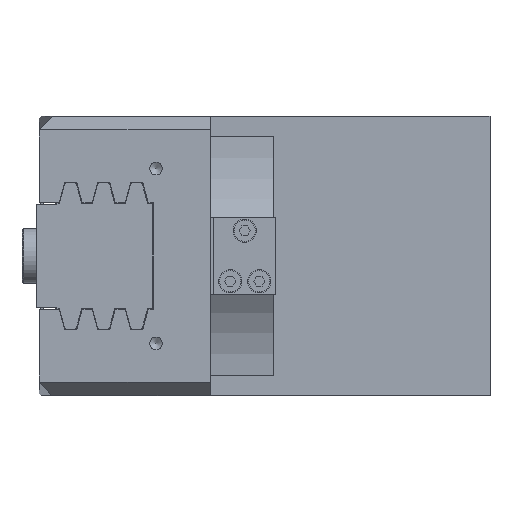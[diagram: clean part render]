
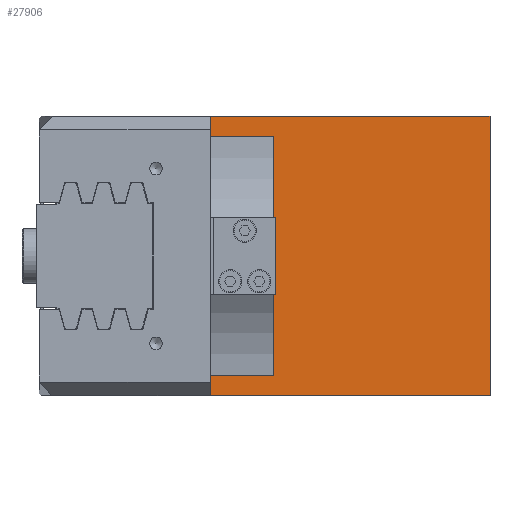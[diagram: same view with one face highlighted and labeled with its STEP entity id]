
A CAD part, left-side view. The second image highlights one B-rep face of the part: STEP entity #27906.
In plain terms, the highlighted planar face has unit normal (-1, 0, 0).
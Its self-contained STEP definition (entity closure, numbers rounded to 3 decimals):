
#1557=ORIENTED_EDGE('',*,*,#7377,.T.);
#1558=ORIENTED_EDGE('',*,*,#7378,.F.);
#1559=ORIENTED_EDGE('',*,*,#7379,.T.);
#1560=ORIENTED_EDGE('',*,*,#7380,.F.);
#1561=ORIENTED_EDGE('',*,*,#7381,.T.);
#1562=ORIENTED_EDGE('',*,*,#7382,.T.);
#1563=ORIENTED_EDGE('',*,*,#7383,.F.);
#1564=ORIENTED_EDGE('',*,*,#7384,.T.);
#1565=ORIENTED_EDGE('',*,*,#7385,.T.);
#1566=ORIENTED_EDGE('',*,*,#7386,.T.);
#7377=EDGE_CURVE('',#10287,#10288,#12319,.T.);
#7378=EDGE_CURVE('',#10289,#10288,#12320,.T.);
#7379=EDGE_CURVE('',#10289,#10290,#12321,.T.);
#7380=EDGE_CURVE('',#10291,#10290,#12322,.T.);
#7381=EDGE_CURVE('',#10291,#10292,#12323,.T.);
#7382=EDGE_CURVE('',#10292,#10293,#12324,.T.);
#7383=EDGE_CURVE('',#10294,#10293,#12325,.T.);
#7384=EDGE_CURVE('',#10294,#10295,#12326,.T.);
#7385=EDGE_CURVE('',#10295,#10296,#12327,.T.);
#7386=EDGE_CURVE('',#10296,#10287,#12328,.T.);
#10287=VERTEX_POINT('',#37375);
#10288=VERTEX_POINT('',#37376);
#10289=VERTEX_POINT('',#37378);
#10290=VERTEX_POINT('',#37380);
#10291=VERTEX_POINT('',#37382);
#10292=VERTEX_POINT('',#37384);
#10293=VERTEX_POINT('',#37386);
#10294=VERTEX_POINT('',#37388);
#10295=VERTEX_POINT('',#37390);
#10296=VERTEX_POINT('',#37392);
#12319=LINE('',#37374,#14291);
#12320=LINE('',#37377,#14292);
#12321=LINE('',#37379,#14293);
#12322=LINE('',#37381,#14294);
#12323=LINE('',#37383,#14295);
#12324=LINE('',#37385,#14296);
#12325=LINE('',#37387,#14297);
#12326=LINE('',#37389,#14298);
#12327=LINE('',#37391,#14299);
#12328=LINE('',#37393,#14300);
#14291=VECTOR('',#31206,1000.);
#14292=VECTOR('',#31207,1000.);
#14293=VECTOR('',#31208,1000.);
#14294=VECTOR('',#31209,1000.);
#14295=VECTOR('',#31210,1000.);
#14296=VECTOR('',#31211,1000.);
#14297=VECTOR('',#31212,1000.);
#14298=VECTOR('',#31213,1000.);
#14299=VECTOR('',#31214,1000.);
#14300=VECTOR('',#31215,1000.);
#16263=EDGE_LOOP('',(#1557,#1558,#1559,#1560,#1561,#1562,#1563,#1564,#1565,
#1566));
#17701=FACE_BOUND('',#16263,.T.);
#19159=PLANE('',#29104);
#27906=ADVANCED_FACE('',(#17701),#19159,.T.);
#29104=AXIS2_PLACEMENT_3D('',#37373,#31204,#31205);
#31204=DIRECTION('',(-1.,0.,0.));
#31205=DIRECTION('',(0.,0.,1.));
#31206=DIRECTION('',(0.,0.,-1.));
#31207=DIRECTION('',(0.,-1.,0.));
#31208=DIRECTION('',(0.,0.,-1.));
#31209=DIRECTION('',(0.,1.,0.));
#31210=DIRECTION('',(0.,0.,1.));
#31211=DIRECTION('',(0.,-1.,0.));
#31212=DIRECTION('',(0.,0.,-1.));
#31213=DIRECTION('',(0.,1.,0.));
#31214=DIRECTION('',(0.,0.,-1.));
#31215=DIRECTION('',(0.,-1.,0.));
#37373=CARTESIAN_POINT('',(-62.5,0.,36.));
#37374=CARTESIAN_POINT('',(-62.5,55.75,30.662));
#37375=CARTESIAN_POINT('',(-62.5,55.75,30.662));
#37376=CARTESIAN_POINT('',(-62.5,55.75,-30.662));
#37377=CARTESIAN_POINT('',(-62.5,72.,-30.662));
#37378=CARTESIAN_POINT('',(-62.5,72.,-30.662));
#37379=CARTESIAN_POINT('',(-62.5,72.,36.));
#37380=CARTESIAN_POINT('',(-62.5,72.,-36.));
#37381=CARTESIAN_POINT('',(-62.5,0.,-36.));
#37382=CARTESIAN_POINT('',(-62.5,50.,-36.));
#37383=CARTESIAN_POINT('',(-62.5,50.,36.));
#37384=CARTESIAN_POINT('',(-62.5,50.,-35.9));
#37385=CARTESIAN_POINT('',(-62.5,0.,-35.9));
#37386=CARTESIAN_POINT('',(-62.5,0.,-35.9));
#37387=CARTESIAN_POINT('',(-62.5,0.,36.));
#37388=CARTESIAN_POINT('',(-62.5,0.,36.));
#37389=CARTESIAN_POINT('',(-62.5,0.,36.));
#37390=CARTESIAN_POINT('',(-62.5,72.,36.));
#37391=CARTESIAN_POINT('',(-62.5,72.,36.));
#37392=CARTESIAN_POINT('',(-62.5,72.,30.662));
#37393=CARTESIAN_POINT('',(-62.5,72.,30.662));
